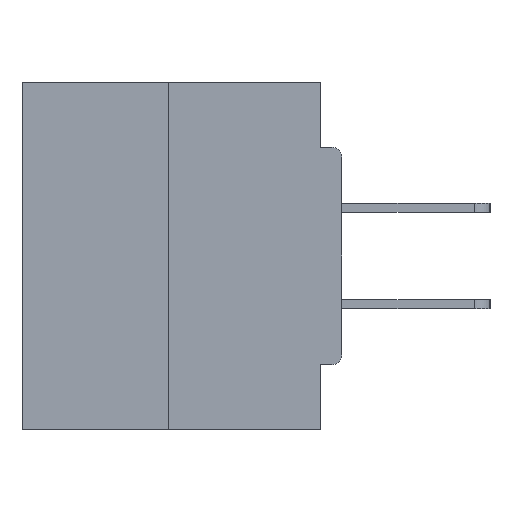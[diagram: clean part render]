
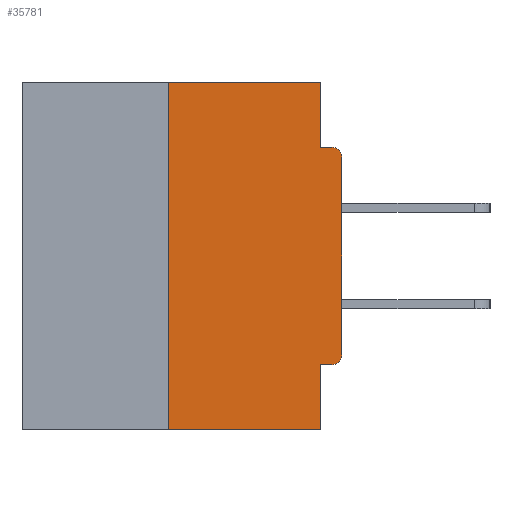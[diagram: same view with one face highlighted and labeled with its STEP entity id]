
A CAD part, left-side view. The second image highlights one B-rep face of the part: STEP entity #35781.
In plain terms, the highlighted planar face has unit normal (-1, 0, 0).
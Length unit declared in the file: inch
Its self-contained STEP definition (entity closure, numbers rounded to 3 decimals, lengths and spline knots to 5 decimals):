
#167 = CARTESIAN_POINT ( 'NONE',  ( 0., 0.031, 0. ) ) ;
#281 = CARTESIAN_POINT ( 'NONE',  ( 0., 0., -0.0935 ) ) ;
#291 = VECTOR ( 'NONE', #4795, 39.37008 ) ;
#552 = CARTESIAN_POINT ( 'NONE',  ( 0., 0.46, 0. ) ) ;
#742 = EDGE_CURVE ( 'NONE', #31823, #32292, #2162, .T. ) ;
#802 = VECTOR ( 'NONE', #11509, 39.37008 ) ;
#1225 = CARTESIAN_POINT ( 'NONE',  ( 0., 0.031, 0. ) ) ;
#1519 = EDGE_LOOP ( 'NONE', ( #13527, #29297, #15342, #14596, #25159, #3074, #33287, #19352, #44228, #15264 ) ) ;
#1785 = FACE_OUTER_BOUND ( 'NONE', #1519, .T. ) ;
#2162 = LINE ( 'NONE', #15704, #41870 ) ;
#2635 = EDGE_CURVE ( 'NONE', #32259, #31823, #3298, .T. ) ;
#3074 = ORIENTED_EDGE ( 'NONE', *, *, #40691, .T. ) ;
#3223 = VERTEX_POINT ( 'NONE', #20553 ) ;
#3298 = LINE ( 'NONE', #19672, #4871 ) ;
#4102 = DIRECTION ( 'NONE',  ( 0., -1., 0. ) ) ;
#4203 = CARTESIAN_POINT ( 'NONE',  ( 0., 0.031, -0.5 ) ) ;
#4342 = VERTEX_POINT ( 'NONE', #6858 ) ;
#4406 = EDGE_CURVE ( 'NONE', #4342, #3223, #29922, .T. ) ;
#4795 = DIRECTION ( 'NONE',  ( 0., 0., -1. ) ) ;
#4871 = VECTOR ( 'NONE', #33368, 39.37008 ) ;
#6016 = EDGE_CURVE ( 'NONE', #41186, #10813, #16859, .T. ) ;
#6858 = CARTESIAN_POINT ( 'NONE',  ( 0., 0., -0.1085 ) ) ;
#7256 = DIRECTION ( 'NONE',  ( -1., 0., 0. ) ) ;
#10512 = VERTEX_POINT ( 'NONE', #12001 ) ;
#10712 = VERTEX_POINT ( 'NONE', #37320 ) ;
#10813 = VERTEX_POINT ( 'NONE', #30864 ) ;
#10886 = CIRCLE ( 'NONE', #38570, 0.015 ) ;
#11509 = DIRECTION ( 'NONE',  ( 0., 0., -1. ) ) ;
#12001 = CARTESIAN_POINT ( 'NONE',  ( 0., 0., -0.3915 ) ) ;
#12616 = LINE ( 'NONE', #4203, #291 ) ;
#12721 = DIRECTION ( 'NONE',  ( 0., -1., 0. ) ) ;
#13527 = ORIENTED_EDGE ( 'NONE', *, *, #742, .F. ) ;
#13913 = DIRECTION ( 'NONE',  ( 0., 0., -1. ) ) ;
#14596 = ORIENTED_EDGE ( 'NONE', *, *, #20155, .F. ) ;
#14643 = CARTESIAN_POINT ( 'NONE',  ( 0., 0., 0. ) ) ;
#14734 = PLANE ( 'NONE',  #16480 ) ;
#15264 = ORIENTED_EDGE ( 'NONE', *, *, #40476, .F. ) ;
#15342 = ORIENTED_EDGE ( 'NONE', *, *, #30492, .T. ) ;
#15704 = CARTESIAN_POINT ( 'NONE',  ( 0., 0.46, 0. ) ) ;
#16480 = AXIS2_PLACEMENT_3D ( 'NONE', #552, #18140, #35739 ) ;
#16859 = LINE ( 'NONE', #34487, #20107 ) ;
#17296 = DIRECTION ( 'NONE',  ( 0., 0., -1. ) ) ;
#18140 = DIRECTION ( 'NONE',  ( 1., 0., 0. ) ) ;
#19352 = ORIENTED_EDGE ( 'NONE', *, *, #4406, .T. ) ;
#19672 = CARTESIAN_POINT ( 'NONE',  ( 0., 0.25, 0. ) ) ;
#19938 = LINE ( 'NONE', #14643, #19988 ) ;
#19944 = LINE ( 'NONE', #281, #27433 ) ;
#19988 = VECTOR ( 'NONE', #20618, 39.37008 ) ;
#20107 = VECTOR ( 'NONE', #41232, 39.37008 ) ;
#20155 = EDGE_CURVE ( 'NONE', #10813, #10712, #12616, .T. ) ;
#20553 = CARTESIAN_POINT ( 'NONE',  ( 0., 0.015, -0.0935 ) ) ;
#20613 = CARTESIAN_POINT ( 'NONE',  ( 0., 0.015, -0.3915 ) ) ;
#20618 = DIRECTION ( 'NONE',  ( 0., 0., 1. ) ) ;
#23582 = CARTESIAN_POINT ( 'NONE',  ( 0., 0.031, -0.0935 ) ) ;
#24519 = DIRECTION ( 'NONE',  ( -1., 0., 0. ) ) ;
#25159 = ORIENTED_EDGE ( 'NONE', *, *, #6016, .F. ) ;
#25957 = CARTESIAN_POINT ( 'NONE',  ( 0., 0.015, -0.4065 ) ) ;
#26635 = CARTESIAN_POINT ( 'NONE',  ( 0., 0.25, -0.5 ) ) ;
#27433 = VECTOR ( 'NONE', #4102, 39.37008 ) ;
#27995 = CARTESIAN_POINT ( 'NONE',  ( 0., 0.25, 0. ) ) ;
#29297 = ORIENTED_EDGE ( 'NONE', *, *, #2635, .F. ) ;
#29922 = CIRCLE ( 'NONE', #37388, 0.015 ) ;
#30492 = EDGE_CURVE ( 'NONE', #32259, #10712, #35474, .T. ) ;
#30864 = CARTESIAN_POINT ( 'NONE',  ( 0., 0.031, -0.4065 ) ) ;
#31823 = VERTEX_POINT ( 'NONE', #27995 ) ;
#32259 = VERTEX_POINT ( 'NONE', #26635 ) ;
#32292 = VERTEX_POINT ( 'NONE', #167 ) ;
#33287 = ORIENTED_EDGE ( 'NONE', *, *, #35020, .T. ) ;
#33368 = DIRECTION ( 'NONE',  ( 0., 0., 1. ) ) ;
#33805 = VERTEX_POINT ( 'NONE', #23582 ) ;
#33933 = CARTESIAN_POINT ( 'NONE',  ( 0., 0.46, -0.5 ) ) ;
#34487 = CARTESIAN_POINT ( 'NONE',  ( 0., 0., -0.4065 ) ) ;
#34895 = CARTESIAN_POINT ( 'NONE',  ( 0., 0.015, -0.1085 ) ) ;
#35020 = EDGE_CURVE ( 'NONE', #10512, #4342, #19938, .T. ) ;
#35474 = LINE ( 'NONE', #33933, #42995 ) ;
#35739 = DIRECTION ( 'NONE',  ( 0., 0., -1. ) ) ;
#35781 = ADVANCED_FACE ( 'NONE', ( #1785 ), #14734, .F. ) ;
#37320 = CARTESIAN_POINT ( 'NONE',  ( 0., 0.031, -0.5 ) ) ;
#37388 = AXIS2_PLACEMENT_3D ( 'NONE', #34895, #24519, #13913 ) ;
#38570 = AXIS2_PLACEMENT_3D ( 'NONE', #20613, #7256, #17296 ) ;
#40476 = EDGE_CURVE ( 'NONE', #32292, #33805, #43671, .T. ) ;
#40691 = EDGE_CURVE ( 'NONE', #41186, #10512, #10886, .T. ) ;
#40977 = DIRECTION ( 'NONE',  ( 0., -1., 0. ) ) ;
#41186 = VERTEX_POINT ( 'NONE', #25957 ) ;
#41232 = DIRECTION ( 'NONE',  ( 0., 1., 0. ) ) ;
#41615 = EDGE_CURVE ( 'NONE', #33805, #3223, #19944, .T. ) ;
#41870 = VECTOR ( 'NONE', #12721, 39.37008 ) ;
#42995 = VECTOR ( 'NONE', #40977, 39.37008 ) ;
#43671 = LINE ( 'NONE', #1225, #802 ) ;
#44228 = ORIENTED_EDGE ( 'NONE', *, *, #41615, .F. ) ;
